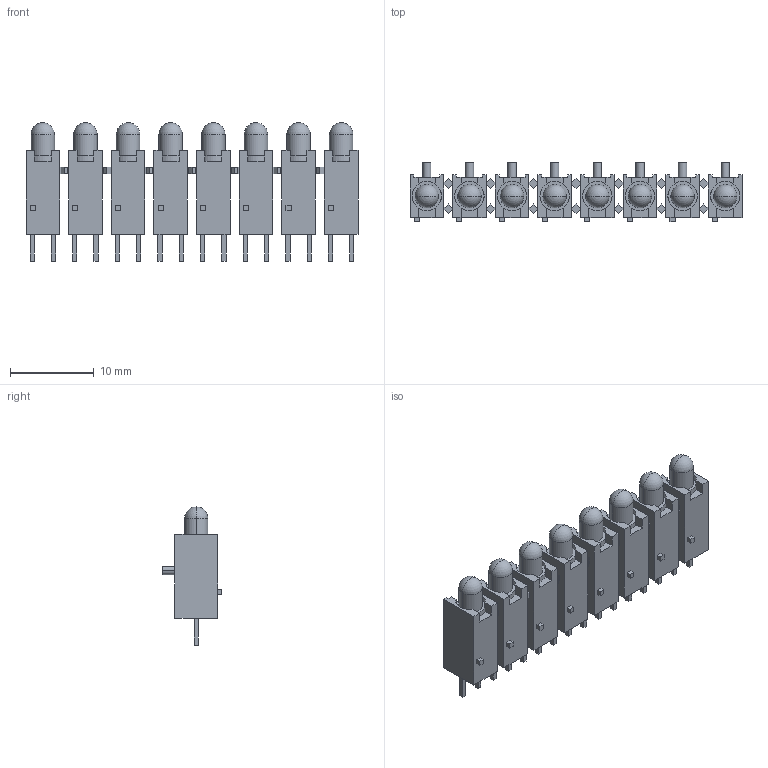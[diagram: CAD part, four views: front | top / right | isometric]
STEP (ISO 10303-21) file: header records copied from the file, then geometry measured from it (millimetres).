
FILE_DESCRIPTION((''),'2;1');
FILE_NAME('LED_MENTOR_2632.8180.stp','2013-03-07T11:50:34',(''),(''),'Mechanical Desktop 2011','Mechanical Desktop 2011',', , ');
FILE_SCHEMA(('AUTOMOTIVE_DESIGN { 1 2 10303 214 1 1 1 1 }'));
Length unit declared in the file: millimetre
Products named in the file (1): Product
Bounding box: 39.56 x 7.08 x 16.5 mm (x, y, z)
Volume: 1675.3 mm3; surface area: 2660.6 mm2
Topology: 70 solids, 70 shells, 560 faces, 1268 edges, 832 vertices
Faces by surface type: plane 344, bspline 136, cylinder 64, sphere 16
Entity records: 15326 total; most frequent: CARTESIAN_POINT 3053, ORIENTED_EDGE 2504, DIRECTION 2246, EDGE_CURVE 1252, VECTOR 1108, LINE 1108, VERTEX_POINT 832, AXIS2_PLACEMENT_3D 569
